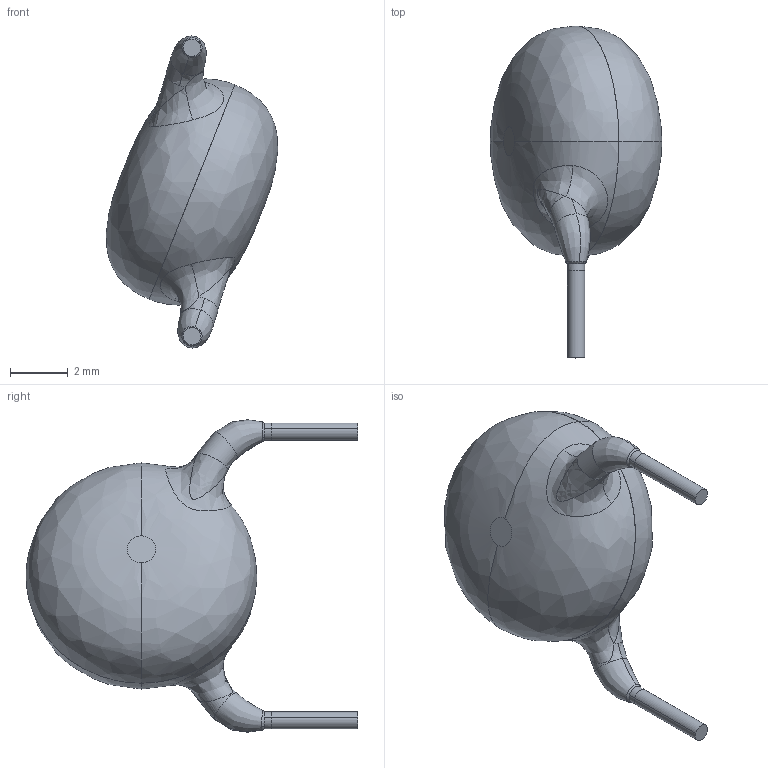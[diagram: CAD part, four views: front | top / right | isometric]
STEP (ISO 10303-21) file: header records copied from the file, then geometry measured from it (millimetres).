
FILE_DESCRIPTION (( 'STEP AP214' ), '1' );
FILE_NAME ('Y1_8x5_10mm.STEP', '2020-05-14T17:39:15', ( '' ), ( '' ), 'SwSTEP 2.0', 'SolidWorks 2017', '' );
FILE_SCHEMA (( 'AUTOMOTIVE_DESIGN' ));
Length unit declared in the file: millimetre
Products named in the file (2): 栖闉罻2; Y1_8x5_10mm
Assembly tree (1 placements, depth 2):
  Y1_8x5_10mm
    栖闉罻2
Bounding box: 5.94 x 11.5 x 10.82 mm (x, y, z)
Volume: 300.4 mm3; surface area: 447.3 mm2
Topology: 3 solids, 3 shells, 54 faces, 123 edges, 78 vertices
Faces by surface type: bspline 33, cylinder 12, plane 9
Entity records: 4915 total; most frequent: CARTESIAN_POINT 3313, ORIENTED_EDGE 246, EDGE_CURVE 123, DIRECTION 98, B_SPLINE_CURVE_WITH_KNOTS 87, VERTEX_POINT 78, UNCERTAINTY_MEASURE_WITH_UNIT 60, MECHANICAL_DESIGN_GEOMETRIC_PRESENTATION_REPRESENTATION 58
